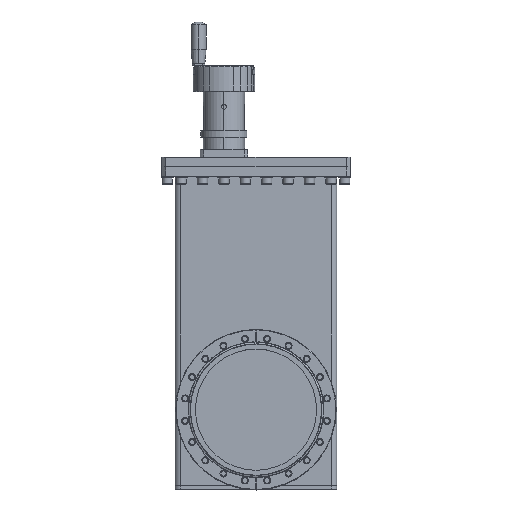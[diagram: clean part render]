
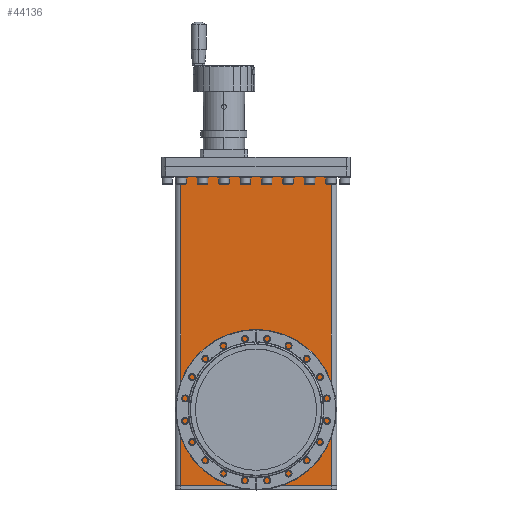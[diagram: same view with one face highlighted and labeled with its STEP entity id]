
A CAD part, top view. The second image highlights one B-rep face of the part: STEP entity #44136.
In plain terms, the highlighted planar face has unit normal (0, 0, 1).
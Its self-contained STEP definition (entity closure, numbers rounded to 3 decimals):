
#602 = CARTESIAN_POINT ( 'NONE',  ( -95., 0., 17.5 ) ) ;
#2140 = VERTEX_POINT ( 'NONE', #47047 ) ;
#2648 = CIRCLE ( 'NONE', #5756, 76.5 ) ;
#2945 = DIRECTION ( 'NONE',  ( -1., 0., 0. ) ) ;
#3385 = VECTOR ( 'NONE', #10778, 1000. ) ;
#3668 = CARTESIAN_POINT ( 'NONE',  ( -95., 396., 17.5 ) ) ;
#4424 = EDGE_CURVE ( 'NONE', #2140, #28078, #18123, .T. ) ;
#5631 = ORIENTED_EDGE ( 'NONE', *, *, #20916, .T. ) ;
#5756 = AXIS2_PLACEMENT_3D ( 'NONE', #7884, #34085, #26242 ) ;
#6493 = DIRECTION ( 'NONE',  ( 0., 1., 0. ) ) ;
#7039 = DIRECTION ( 'NONE',  ( 1., 0., 0. ) ) ;
#7187 = AXIS2_PLACEMENT_3D ( 'NONE', #31931, #13586, #46861 ) ;
#7323 = ORIENTED_EDGE ( 'NONE', *, *, #40209, .T. ) ;
#7884 = CARTESIAN_POINT ( 'NONE',  ( 0., 95.5, 17.5 ) ) ;
#7975 = CARTESIAN_POINT ( 'NONE',  ( 95., 0., 17.5 ) ) ;
#8160 = ORIENTED_EDGE ( 'NONE', *, *, #10417, .T. ) ;
#10417 = EDGE_CURVE ( 'NONE', #21036, #2140, #36125, .T. ) ;
#10726 = PLANE ( 'NONE',  #13566 ) ;
#10778 = DIRECTION ( 'NONE',  ( 0., -1., 0. ) ) ;
#11395 = EDGE_LOOP ( 'NONE', ( #23372, #40991, #7323, #8160 ) ) ;
#13566 = AXIS2_PLACEMENT_3D ( 'NONE', #29319, #42211, #7039 ) ;
#13586 = DIRECTION ( 'NONE',  ( 0., 0., -1. ) ) ;
#16411 = VERTEX_POINT ( 'NONE', #24199 ) ;
#16895 = ORIENTED_EDGE ( 'NONE', *, *, #45037, .T. ) ;
#17013 = VECTOR ( 'NONE', #2945, 1000. ) ;
#18123 = LINE ( 'NONE', #44076, #17013 ) ;
#19879 = VECTOR ( 'NONE', #6493, 1000. ) ;
#20916 = EDGE_CURVE ( 'NONE', #16411, #46377, #29091, .T. ) ;
#21036 = VERTEX_POINT ( 'NONE', #7975 ) ;
#22824 = DIRECTION ( 'NONE',  ( 1., 0., 0. ) ) ;
#23372 = ORIENTED_EDGE ( 'NONE', *, *, #4424, .T. ) ;
#24199 = CARTESIAN_POINT ( 'NONE',  ( 76.5, 95.5, 17.5 ) ) ;
#24239 = EDGE_LOOP ( 'NONE', ( #5631, #16895 ) ) ;
#26242 = DIRECTION ( 'NONE',  ( 1., 0., 0. ) ) ;
#28078 = VERTEX_POINT ( 'NONE', #33298 ) ;
#28825 = VERTEX_POINT ( 'NONE', #602 ) ;
#29091 = CIRCLE ( 'NONE', #7187, 76.5 ) ;
#29256 = CARTESIAN_POINT ( 'NONE',  ( 95., 396., 17.5 ) ) ;
#29319 = CARTESIAN_POINT ( 'NONE',  ( -102., 396., 17.5 ) ) ;
#29774 = FACE_OUTER_BOUND ( 'NONE', #11395, .T. ) ;
#30570 = LINE ( 'NONE', #3668, #3385 ) ;
#31931 = CARTESIAN_POINT ( 'NONE',  ( 0., 95.5, 17.5 ) ) ;
#33298 = CARTESIAN_POINT ( 'NONE',  ( -95., 396., 17.5 ) ) ;
#34085 = DIRECTION ( 'NONE',  ( 0., 0., -1. ) ) ;
#36125 = LINE ( 'NONE', #29256, #19879 ) ;
#38542 = FACE_BOUND ( 'NONE', #24239, .T. ) ;
#40209 = EDGE_CURVE ( 'NONE', #28825, #21036, #48054, .T. ) ;
#40840 = VECTOR ( 'NONE', #22824, 1000. ) ;
#40959 = CARTESIAN_POINT ( 'NONE',  ( -102., 0., 17.5 ) ) ;
#40991 = ORIENTED_EDGE ( 'NONE', *, *, #43849, .T. ) ;
#42211 = DIRECTION ( 'NONE',  ( 0., 0., 1. ) ) ;
#43849 = EDGE_CURVE ( 'NONE', #28078, #28825, #30570, .T. ) ;
#44076 = CARTESIAN_POINT ( 'NONE',  ( -102., 396., 17.5 ) ) ;
#44136 = ADVANCED_FACE ( 'NONE', ( #29774, #38542 ), #10726, .T. ) ;
#44729 = CARTESIAN_POINT ( 'NONE',  ( -76.5, 95.5, 17.5 ) ) ;
#45037 = EDGE_CURVE ( 'NONE', #46377, #16411, #2648, .T. ) ;
#46377 = VERTEX_POINT ( 'NONE', #44729 ) ;
#46861 = DIRECTION ( 'NONE',  ( 1., 0., 0. ) ) ;
#47047 = CARTESIAN_POINT ( 'NONE',  ( 95., 396., 17.5 ) ) ;
#48054 = LINE ( 'NONE', #40959, #40840 ) ;
